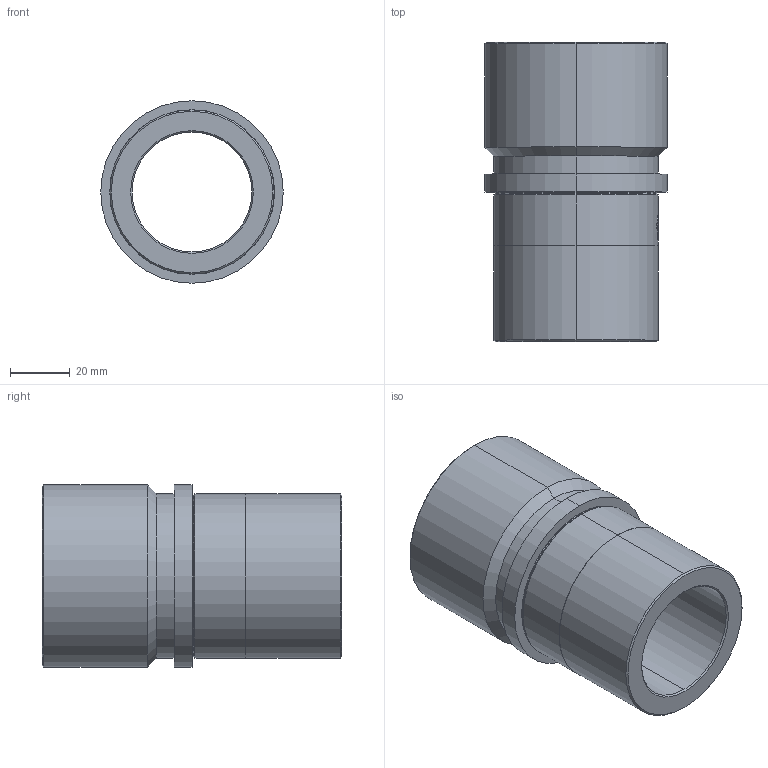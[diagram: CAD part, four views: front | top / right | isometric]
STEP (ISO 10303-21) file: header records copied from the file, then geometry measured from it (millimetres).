
FILE_DESCRIPTION (( 'STEP AP214' ), '1' );
FILE_NAME ('TRB32-50-50.STEP', '2021-08-28T10:35:13', ( '' ), ( '' ), 'SwSTEP 2.0', 'SolidWorks 2016', '' );
FILE_SCHEMA (( 'AUTOMOTIVE_DESIGN' ));
Length unit declared in the file: millimetre
Products named in the file (2): TRB32-50-50
Bounding box: 61 x 100 x 61 mm (x, y, z)
Volume: 134780.7 mm3; surface area: 34682.2 mm2
Topology: 1 solids, 1 shells, 50 faces, 110 edges, 66 vertices
Faces by surface type: cylinder 16, cone 12, plane 10, bspline 8, torus 4
Entity records: 2714 total; most frequent: CARTESIAN_POINT 1605, ORIENTED_EDGE 220, DIRECTION 216, EDGE_CURVE 110, AXIS2_PLACEMENT_3D 90, VERTEX_POINT 66, EDGE_LOOP 56, ADVANCED_FACE 50
